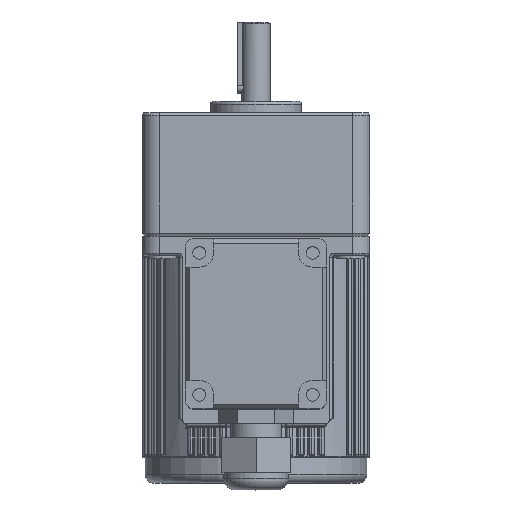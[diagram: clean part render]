
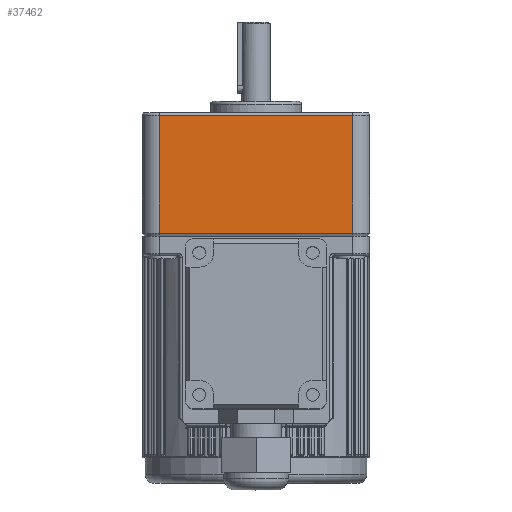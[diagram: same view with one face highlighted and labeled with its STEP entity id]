
A CAD part, top view. The second image highlights one B-rep face of the part: STEP entity #37462.
In plain terms, the highlighted face is planar.
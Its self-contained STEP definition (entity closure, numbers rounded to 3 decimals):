
#352 = DIRECTION ( 'NONE',  ( 1., 0., 0. ) ) ;
#564 = EDGE_CURVE ( 'NONE', #19070, #24785, #14644, .T. ) ;
#598 = CARTESIAN_POINT ( 'NONE',  ( -34., -40., -1. ) ) ;
#3428 = LINE ( 'NONE', #28477, #22169 ) ;
#4724 = DIRECTION ( 'NONE',  ( 0., 0., 1. ) ) ;
#6374 = VERTEX_POINT ( 'NONE', #33966 ) ;
#10273 = ORIENTED_EDGE ( 'NONE', *, *, #38023, .T. ) ;
#10957 = VECTOR ( 'NONE', #30655, 1000. ) ;
#12421 = EDGE_CURVE ( 'NONE', #39755, #6374, #33240, .T. ) ;
#13460 = CARTESIAN_POINT ( 'NONE',  ( -34., -40., -1. ) ) ;
#14644 = LINE ( 'NONE', #30844, #10957 ) ;
#14851 = CARTESIAN_POINT ( 'NONE',  ( 34., -40., -42.5 ) ) ;
#15872 = DIRECTION ( 'NONE',  ( 0., 0., -1. ) ) ;
#17280 = VECTOR ( 'NONE', #4724, 1000. ) ;
#18773 = CARTESIAN_POINT ( 'NONE',  ( -34., -40., -43.5 ) ) ;
#18872 = CARTESIAN_POINT ( 'NONE',  ( -34., -40., -42.5 ) ) ;
#19070 = VERTEX_POINT ( 'NONE', #18872 ) ;
#19503 = EDGE_CURVE ( 'NONE', #19070, #39755, #3428, .T. ) ;
#21542 = ORIENTED_EDGE ( 'NONE', *, *, #564, .F. ) ;
#22169 = VECTOR ( 'NONE', #352, 1000. ) ;
#24785 = VERTEX_POINT ( 'NONE', #598 ) ;
#25120 = FACE_OUTER_BOUND ( 'NONE', #36370, .T. ) ;
#26686 = CARTESIAN_POINT ( 'NONE',  ( 34., -40., -43.5 ) ) ;
#28010 = DIRECTION ( 'NONE',  ( 0., -1., 0. ) ) ;
#28477 = CARTESIAN_POINT ( 'NONE',  ( 34., -40., -42.5 ) ) ;
#28616 = PLANE ( 'NONE',  #33631 ) ;
#29619 = ORIENTED_EDGE ( 'NONE', *, *, #12421, .T. ) ;
#30655 = DIRECTION ( 'NONE',  ( 0., 0., 1. ) ) ;
#30844 = CARTESIAN_POINT ( 'NONE',  ( -34., -40., -43.5 ) ) ;
#31338 = DIRECTION ( 'NONE',  ( -1., 0., 0. ) ) ;
#31532 = LINE ( 'NONE', #13460, #39525 ) ;
#33240 = LINE ( 'NONE', #26686, #17280 ) ;
#33631 = AXIS2_PLACEMENT_3D ( 'NONE', #18773, #28010, #15872 ) ;
#33966 = CARTESIAN_POINT ( 'NONE',  ( 34., -40., -1. ) ) ;
#34484 = ORIENTED_EDGE ( 'NONE', *, *, #19503, .T. ) ;
#36370 = EDGE_LOOP ( 'NONE', ( #21542, #34484, #29619, #10273 ) ) ;
#37462 = ADVANCED_FACE ( 'NONE', ( #25120 ), #28616, .T. ) ;
#38023 = EDGE_CURVE ( 'NONE', #6374, #24785, #31532, .T. ) ;
#39525 = VECTOR ( 'NONE', #31338, 1000. ) ;
#39755 = VERTEX_POINT ( 'NONE', #14851 ) ;
